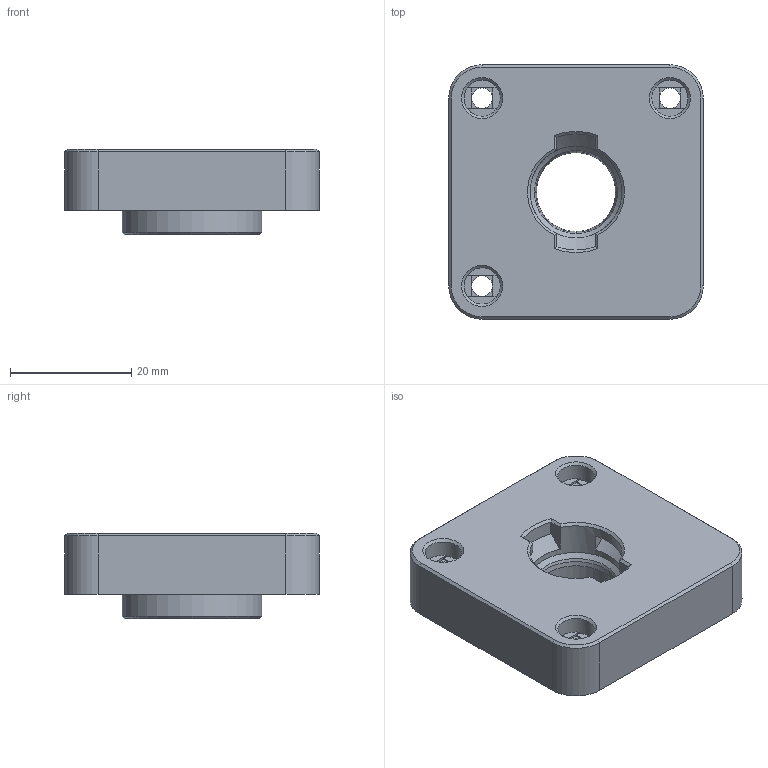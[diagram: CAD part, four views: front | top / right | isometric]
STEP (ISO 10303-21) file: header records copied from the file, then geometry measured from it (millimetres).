
FILE_DESCRIPTION(/* description */ ('','CAx-IF Rec.Pracs.---Representation and Presentation of Product Manufacturing Information (PMI)---4.0---2014-10-13'),/* implementation_level */ '2;1');
FILE_NAME(/* name */ 'Double Shear - 6.5mm thick.step',/* time_stamp */ '2024-11-30T15:01:53Z',/* author */ (''),/* organization */ (''),/* preprocessor_version */ 'ST-DEVELOPER v20',/* originating_system */ 'Autodesk Translation Framework v13.20.0.188',/* authorisation */ '');
FILE_SCHEMA (('AP242_MANAGED_MODEL_BASED_3D_ENGINEERING_MIM_LF { 1 0 10303 442 1 1 4 }'));
Length unit declared in the file: millimetre
Products named in the file (5): Voron 2.4 Flat; A/B Idlers; B_Drive (1); B_Drive_Top_Bearing_Mount; A_Drive (2)
Assembly tree (4 placements, depth 4):
  Voron 2.4 Flat
    A/B Idlers
      B_Drive (1)
        B_Drive_Top_Bearing_Mount
      A_Drive (2)
Bounding box: 42 x 42 x 14.05 mm (x, y, z)
Volume: 16019.2 mm3; surface area: 6192 mm2
Topology: 1 solids, 1 shells, 98 faces, 237 edges, 144 vertices
Faces by surface type: plane 61, cone 20, cylinder 17
Full cylindrical faces by diameter (mm): 3.4 x3, 6 x3, 6.4 x2, 13.05 x1, 15.2 x1, 23.104 x1
Entity records: 2965 total; most frequent: CARTESIAN_POINT 520, DIRECTION 519, ORIENTED_EDGE 474, EDGE_CURVE 237, AXIS2_PLACEMENT_3D 187, LINE 145, VECTOR 145, VERTEX_POINT 144
